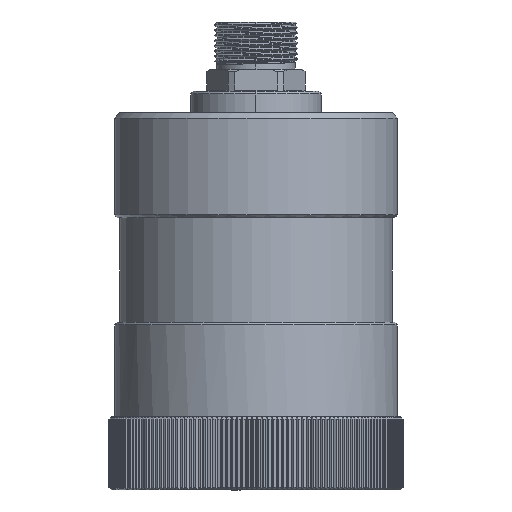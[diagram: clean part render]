
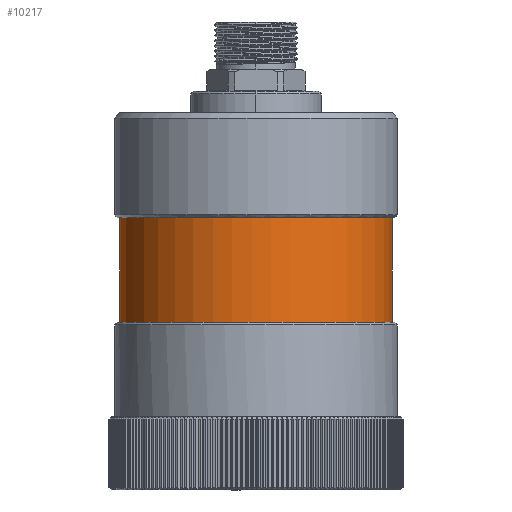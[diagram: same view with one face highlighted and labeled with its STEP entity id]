
A CAD part, front view. The second image highlights one B-rep face of the part: STEP entity #10217.
In plain terms, the highlighted free-form (B-spline) face has degree [2, 1] with [5, 2] control points.
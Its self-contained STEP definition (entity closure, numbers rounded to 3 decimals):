
#7326 = VERTEX_POINT('',#7327);
#7327 = CARTESIAN_POINT('',(37.302,0.,-57.388));
#7328 = VERTEX_POINT('',#7329);
#7329 = CARTESIAN_POINT('',(-37.302,0.,
    -57.388));
#7337 = EDGE_CURVE('',#7328,#7338,#7340,.T.);
#7338 = VERTEX_POINT('',#7339);
#7339 = CARTESIAN_POINT('',(-37.302,0.,
    -28.694));
#7340 = B_SPLINE_CURVE_WITH_KNOTS('',1,(#7341,#7342),.UNSPECIFIED.,.F.,
  .F.,(2,2),(-40.,-20.),.PIECEWISE_BEZIER_KNOTS.);
#7341 = CARTESIAN_POINT('',(-37.302,0.,
    -57.388));
#7342 = CARTESIAN_POINT('',(-37.302,0.,
    -28.694));
#7345 = VERTEX_POINT('',#7346);
#7346 = CARTESIAN_POINT('',(37.302,0.,-28.694));
#7354 = EDGE_CURVE('',#7326,#7345,#7355,.T.);
#7355 = B_SPLINE_CURVE_WITH_KNOTS('',1,(#7356,#7357),.UNSPECIFIED.,.F.,
  .F.,(2,2),(-40.,-20.),.PIECEWISE_BEZIER_KNOTS.);
#7356 = CARTESIAN_POINT('',(37.302,0.,-57.388));
#7357 = CARTESIAN_POINT('',(37.302,0.,-28.694));
#10205 = EDGE_CURVE('',#7328,#7326,#10206,.T.);
#10206 = ( BOUNDED_CURVE() B_SPLINE_CURVE(2,(#10207,#10208,#10209,#10210
,#10211),.UNSPECIFIED.,.F.,.F.) B_SPLINE_CURVE_WITH_KNOTS((3,2,3),(
    3.142,4.712,6.283),
.PIECEWISE_BEZIER_KNOTS.) CURVE() GEOMETRIC_REPRESENTATION_ITEM() 
RATIONAL_B_SPLINE_CURVE((1.,0.707,1.,0.707,1.)) 
REPRESENTATION_ITEM('') );
#10207 = CARTESIAN_POINT('',(-37.302,0.,
    -57.388));
#10208 = CARTESIAN_POINT('',(-37.302,-37.302,
    -57.388));
#10209 = CARTESIAN_POINT('',(0.,-37.302,
    -57.388));
#10210 = CARTESIAN_POINT('',(37.302,-37.302,
    -57.388));
#10211 = CARTESIAN_POINT('',(37.302,0.,
    -57.388));
#10217 = ADVANCED_FACE('',(#10218),#10231,.T.);
#10218 = FACE_BOUND('',#10219,.T.);
#10219 = EDGE_LOOP('',(#10220,#10221,#10222,#10223));
#10220 = ORIENTED_EDGE('',*,*,#7337,.F.);
#10221 = ORIENTED_EDGE('',*,*,#10205,.T.);
#10222 = ORIENTED_EDGE('',*,*,#7354,.T.);
#10223 = ORIENTED_EDGE('',*,*,#10224,.F.);
#10224 = EDGE_CURVE('',#7338,#7345,#10225,.T.);
#10225 = ( BOUNDED_CURVE() B_SPLINE_CURVE(2,(#10226,#10227,#10228,#10229
,#10230),.UNSPECIFIED.,.F.,.F.) B_SPLINE_CURVE_WITH_KNOTS((3,2,3),(
    3.142,4.712,6.283),
.PIECEWISE_BEZIER_KNOTS.) CURVE() GEOMETRIC_REPRESENTATION_ITEM() 
RATIONAL_B_SPLINE_CURVE((1.,0.707,1.,0.707,1.)) 
REPRESENTATION_ITEM('') );
#10226 = CARTESIAN_POINT('',(-37.302,0.,
    -28.694));
#10227 = CARTESIAN_POINT('',(-37.302,-37.302,
    -28.694));
#10228 = CARTESIAN_POINT('',(0.,-37.302,
    -28.694));
#10229 = CARTESIAN_POINT('',(37.302,-37.302,
    -28.694));
#10230 = CARTESIAN_POINT('',(37.302,0.,
    -28.694));
#10231 = ( BOUNDED_SURFACE() B_SPLINE_SURFACE(2,1,(
    (#10232,#10233)
    ,(#10234,#10235)
    ,(#10236,#10237)
    ,(#10238,#10239)
    ,(#10240,#10241
)),.UNSPECIFIED.,.F.,.F.,.F.) B_SPLINE_SURFACE_WITH_KNOTS((3,2,3),(2,2),
  (3.142,4.712,6.283),(-40.,-20.),
.PIECEWISE_BEZIER_KNOTS.) GEOMETRIC_REPRESENTATION_ITEM() 
RATIONAL_B_SPLINE_SURFACE((
    (1.,1.)
    ,(0.707,0.707)
    ,(1.,1.)
    ,(0.707,0.707)
,(1.,1.))) REPRESENTATION_ITEM('') SURFACE() );
#10232 = CARTESIAN_POINT('',(-37.302,0.,
    -57.388));
#10233 = CARTESIAN_POINT('',(-37.302,0.,
    -28.694));
#10234 = CARTESIAN_POINT('',(-37.302,-37.302,
    -57.388));
#10235 = CARTESIAN_POINT('',(-37.302,-37.302,
    -28.694));
#10236 = CARTESIAN_POINT('',(0.,-37.302,
    -57.388));
#10237 = CARTESIAN_POINT('',(0.,-37.302,
    -28.694));
#10238 = CARTESIAN_POINT('',(37.302,-37.302,
    -57.388));
#10239 = CARTESIAN_POINT('',(37.302,-37.302,
    -28.694));
#10240 = CARTESIAN_POINT('',(37.302,0.,
    -57.388));
#10241 = CARTESIAN_POINT('',(37.302,0.,
    -28.694));
